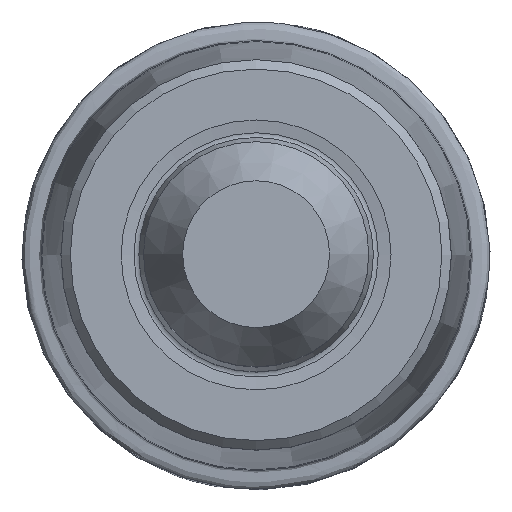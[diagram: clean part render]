
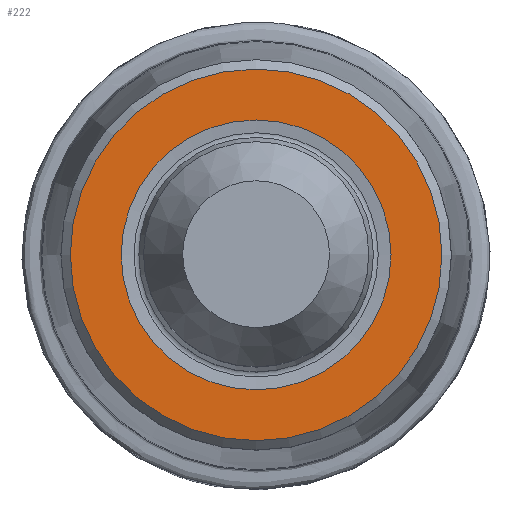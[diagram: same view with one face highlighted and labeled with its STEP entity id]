
A CAD part, top view. The second image highlights one B-rep face of the part: STEP entity #222.
In plain terms, the highlighted planar face has unit normal (0, 0, 1).
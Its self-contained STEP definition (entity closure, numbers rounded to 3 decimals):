
#171=FACE_BOUND('',#290,.T.);
#172=FACE_BOUND('',#291,.T.);
#222=ADVANCED_FACE('CU_SU1',(#171,#172),#242,.F.);
#242=PLANE('',#622);
#290=EDGE_LOOP('',(#362));
#291=EDGE_LOOP('',(#363));
#362=ORIENTED_EDGE('',*,*,#449,.F.);
#363=ORIENTED_EDGE('',*,*,#450,.T.);
#412=VERTEX_POINT('',#896);
#413=VERTEX_POINT('',#899);
#449=EDGE_CURVE('',#412,#412,#485,.T.);
#450=EDGE_CURVE('',#413,#413,#486,.T.);
#485=CIRCLE('',#619,9.9);
#486=CIRCLE('',#621,7.19);
#619=AXIS2_PLACEMENT_3D('',#895,#750,#751);
#621=AXIS2_PLACEMENT_3D('',#898,#754,#755);
#622=AXIS2_PLACEMENT_3D('',#900,#756,#757);
#750=DIRECTION('',(0.,0.,-1.));
#751=DIRECTION('',(-1.,0.,0.));
#754=DIRECTION('',(0.,0.,-1.));
#755=DIRECTION('',(-1.,0.,0.));
#756=DIRECTION('',(0.,0.,-1.));
#757=DIRECTION('',(-1.,0.,0.));
#895=CARTESIAN_POINT('',(0.,0.,0.));
#896=CARTESIAN_POINT('',(-9.9,0.,0.));
#898=CARTESIAN_POINT('',(0.,0.,0.));
#899=CARTESIAN_POINT('',(-7.19,0.,0.));
#900=CARTESIAN_POINT('',(0.,7.19,0.));
